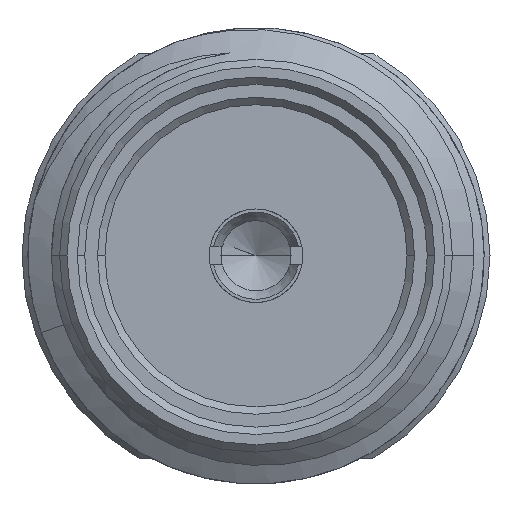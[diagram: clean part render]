
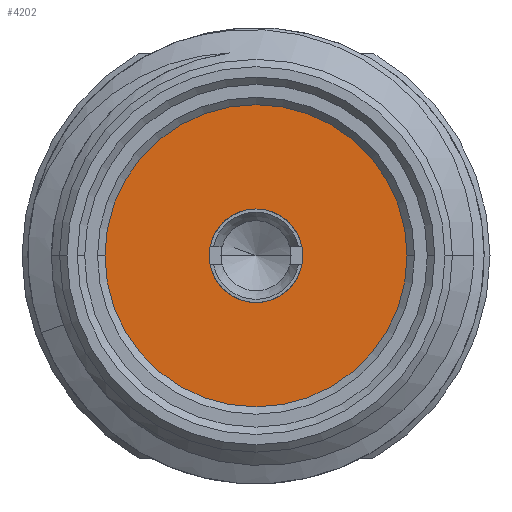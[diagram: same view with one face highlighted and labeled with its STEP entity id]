
A CAD part, left-side view. The second image highlights one B-rep face of the part: STEP entity #4202.
In plain terms, the highlighted planar face has unit normal (-1, 0, 0).
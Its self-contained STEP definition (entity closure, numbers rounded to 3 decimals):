
#1=CARTESIAN_POINT('',(-5.,0.,0.));
#2=DIRECTION('',(1.,0.,0.));
#3=DIRECTION('',(0.,1.,0.));
#4=AXIS2_PLACEMENT_3D('',#1,#2,#3);
#6=CARTESIAN_POINT('',(-5.,0.,0.));
#7=DIRECTION('',(-1.,0.,0.));
#8=DIRECTION('',(0.,1.,0.));
#9=AXIS2_PLACEMENT_3D('',#6,#7,#8);
#3683=CARTESIAN_POINT('',(-5.,0.,0.));
#3684=DIRECTION('',(1.,0.,0.));
#3685=DIRECTION('',(0.,1.,0.));
#3686=AXIS2_PLACEMENT_3D('',#3683,#3684,#3685);
#3736=CARTESIAN_POINT('',(-5.,0.,0.));
#3737=DIRECTION('',(-1.,0.,0.));
#3738=DIRECTION('',(0.,1.,0.));
#3739=AXIS2_PLACEMENT_3D('',#3736,#3737,#3738);
#3867=CARTESIAN_POINT('',(-5.,0.635,0.));
#3868=CARTESIAN_POINT('',(-5.,-0.635,0.));
#3869=VERTEX_POINT('',#3867);
#3870=VERTEX_POINT('',#3868);
#4085=CARTESIAN_POINT('',(-5.,2.05,0.));
#4086=CARTESIAN_POINT('',(-5.,-2.05,0.));
#4087=VERTEX_POINT('',#4085);
#4088=VERTEX_POINT('',#4086);
#4185=CARTESIAN_POINT('',(-5.,0.,0.));
#4186=DIRECTION('',(1.,0.,0.));
#4187=DIRECTION('',(0.,-1.,0.));
#4188=AXIS2_PLACEMENT_3D('',#4185,#4186,#4187);
#4189=PLANE('',#4188);
#4191=ORIENTED_EDGE('',*,*,#4190,.T.);
#4193=ORIENTED_EDGE('',*,*,#4192,.F.);
#4194=EDGE_LOOP('',(#4191,#4193));
#4195=FACE_OUTER_BOUND('',#4194,.F.);
#4197=ORIENTED_EDGE('',*,*,#4196,.F.);
#4199=ORIENTED_EDGE('',*,*,#4198,.T.);
#4200=EDGE_LOOP('',(#4197,#4199));
#4201=FACE_BOUND('',#4200,.F.);
#4202=ADVANCED_FACE('',(#4195,#4201),#4189,.F.);
#5=CIRCLE('',#4,2.05);
#10=CIRCLE('',#9,2.05);
#3687=CIRCLE('',#3686,0.635);
#3740=CIRCLE('',#3739,0.635);
#4190=EDGE_CURVE('',#4087,#4088,#5,.T.);
#4192=EDGE_CURVE('',#4087,#4088,#10,.T.);
#4196=EDGE_CURVE('',#3869,#3870,#3687,.T.);
#4198=EDGE_CURVE('',#3869,#3870,#3740,.T.);
